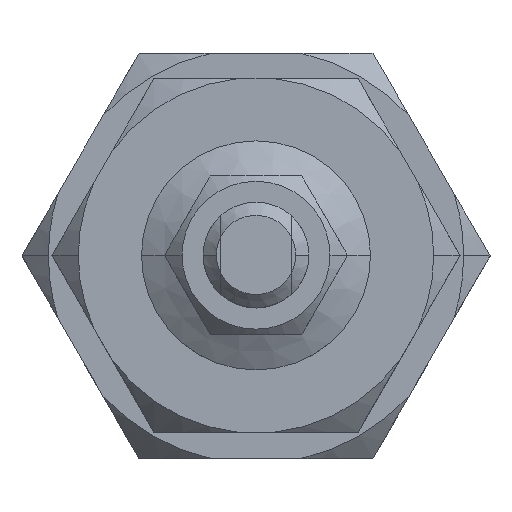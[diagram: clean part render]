
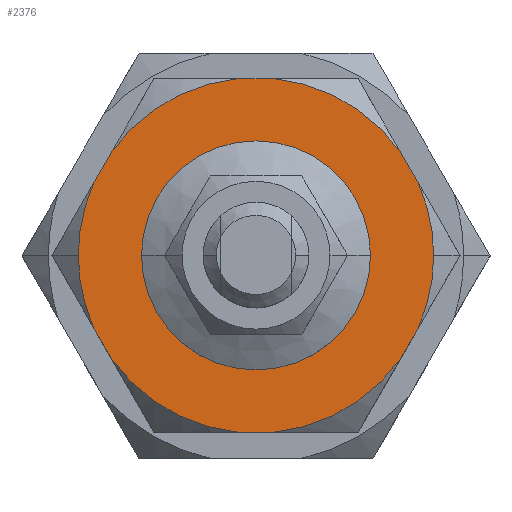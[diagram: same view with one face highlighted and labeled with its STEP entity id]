
A CAD part, top view. The second image highlights one B-rep face of the part: STEP entity #2376.
In plain terms, the highlighted planar face has unit normal (0, 0, 1).
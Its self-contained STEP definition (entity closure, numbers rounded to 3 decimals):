
#1500=CARTESIAN_POINT('',(20.168,0.,115.44));
#1501=VERTEX_POINT('',#1500);
#1510=CARTESIAN_POINT('',(18.398,-8.262,115.44));
#1511=VERTEX_POINT('',#1510);
#1512=CARTESIAN_POINT('',(0.,0.,115.44));
#1513=DIRECTION('',(0.0,0.0,1.0));
#1514=DIRECTION('',(1.0,0.0,0.0));
#1515=AXIS2_PLACEMENT_3D('',#1512,#1513,#1514);
#1516=CIRCLE('',#1515,20.168);
#1517=EDGE_CURVE('',#1511,#1501,#1516,.T.);
#1542=CARTESIAN_POINT('',(-20.168,0.,115.44));
#1543=VERTEX_POINT('',#1542);
#1550=CARTESIAN_POINT('',(-18.398,-8.262,115.44));
#1551=VERTEX_POINT('',#1550);
#1565=CARTESIAN_POINT('',(0.,0.,115.44));
#1566=DIRECTION('',(0.0,0.0,1.0));
#1567=DIRECTION('',(1.0,0.0,0.0));
#1568=AXIS2_PLACEMENT_3D('',#1565,#1566,#1567);
#1569=CIRCLE('',#1568,20.168);
#1570=EDGE_CURVE('',#1543,#1551,#1569,.T.);
#1614=CARTESIAN_POINT('',(-6.5,0.,115.44));
#1615=VERTEX_POINT('',#1614);
#1631=CARTESIAN_POINT('',(6.5,0.,115.44));
#1632=VERTEX_POINT('',#1631);
#1639=CARTESIAN_POINT('',(0.,0.,115.44));
#1640=DIRECTION('',(0.0,0.0,-1.0));
#1641=DIRECTION('',(-1.0,0.0,0.0));
#1642=AXIS2_PLACEMENT_3D('',#1639,#1640,#1641);
#1643=CIRCLE('',#1642,6.5);
#1644=EDGE_CURVE('',#1615,#1632,#1643,.T.);
#1811=CARTESIAN_POINT('',(0.,0.,115.44));
#1812=DIRECTION('',(0.0,0.0,-1.0));
#1813=DIRECTION('',(-1.0,0.0,0.0));
#1814=AXIS2_PLACEMENT_3D('',#1811,#1812,#1813);
#1815=CIRCLE('',#1814,6.5);
#1816=EDGE_CURVE('',#1632,#1615,#1815,.T.);
#1847=CARTESIAN_POINT('',(-18.398,8.262,115.44));
#1848=VERTEX_POINT('',#1847);
#1849=CARTESIAN_POINT('',(0.,0.,115.44));
#1850=DIRECTION('',(0.0,0.0,1.0));
#1851=DIRECTION('',(1.0,0.0,0.0));
#1852=AXIS2_PLACEMENT_3D('',#1849,#1850,#1851);
#1853=CIRCLE('',#1852,20.168);
#1854=EDGE_CURVE('',#1848,#1543,#1853,.T.);
#1877=CARTESIAN_POINT('',(-2.044,-20.064,115.44));
#1878=VERTEX_POINT('',#1877);
#1894=CARTESIAN_POINT('',(-16.354,-11.802,115.44));
#1895=VERTEX_POINT('',#1894);
#1896=CARTESIAN_POINT('',(0.,0.,115.44));
#1897=DIRECTION('',(0.0,0.0,1.0));
#1898=DIRECTION('',(1.0,0.0,0.0));
#1899=AXIS2_PLACEMENT_3D('',#1896,#1897,#1898);
#1900=CIRCLE('',#1899,20.168);
#1901=EDGE_CURVE('',#1895,#1878,#1900,.T.);
#1926=CARTESIAN_POINT('',(-2.044,20.064,115.44));
#1927=VERTEX_POINT('',#1926);
#1941=CARTESIAN_POINT('',(-16.354,11.802,115.44));
#1942=VERTEX_POINT('',#1941);
#1956=CARTESIAN_POINT('',(0.,0.,115.44));
#1957=DIRECTION('',(0.0,0.0,1.0));
#1958=DIRECTION('',(1.0,0.0,0.0));
#1959=AXIS2_PLACEMENT_3D('',#1956,#1957,#1958);
#1960=CIRCLE('',#1959,20.168);
#1961=EDGE_CURVE('',#1927,#1942,#1960,.T.);
#1973=CARTESIAN_POINT('',(16.354,11.802,115.44));
#1974=VERTEX_POINT('',#1973);
#1988=CARTESIAN_POINT('',(2.044,20.064,115.44));
#1989=VERTEX_POINT('',#1988);
#2003=CARTESIAN_POINT('',(0.,0.,115.44));
#2004=DIRECTION('',(0.0,0.0,1.0));
#2005=DIRECTION('',(1.0,0.0,0.0));
#2006=AXIS2_PLACEMENT_3D('',#2003,#2004,#2005);
#2007=CIRCLE('',#2006,20.168);
#2008=EDGE_CURVE('',#1974,#1989,#2007,.T.);
#2018=CARTESIAN_POINT('',(16.354,-11.802,115.44));
#2019=VERTEX_POINT('',#2018);
#2035=CARTESIAN_POINT('',(2.044,-20.064,115.44));
#2036=VERTEX_POINT('',#2035);
#2037=CARTESIAN_POINT('',(0.,0.,115.44));
#2038=DIRECTION('',(0.0,0.0,1.0));
#2039=DIRECTION('',(1.0,0.0,0.0));
#2040=AXIS2_PLACEMENT_3D('',#2037,#2038,#2039);
#2041=CIRCLE('',#2040,20.168);
#2042=EDGE_CURVE('',#2036,#2019,#2041,.T.);
#2066=CARTESIAN_POINT('',(18.398,8.262,115.44));
#2067=VERTEX_POINT('',#2066);
#2081=CARTESIAN_POINT('',(0.,0.,115.44));
#2082=DIRECTION('',(0.0,0.0,1.0));
#2083=DIRECTION('',(1.0,0.0,0.0));
#2084=AXIS2_PLACEMENT_3D('',#2081,#2082,#2083);
#2085=CIRCLE('',#2084,20.168);
#2086=EDGE_CURVE('',#1501,#2067,#2085,.T.);
#2097=CARTESIAN_POINT('',(18.398,-8.262,115.44));
#2098=DIRECTION('',(-0.5,-0.866,0.0));
#2099=VECTOR('',#2098,4.088);
#2100=LINE('',#2097,#2099);
#2101=EDGE_CURVE('',#1511,#2019,#2100,.T.);
#2135=CARTESIAN_POINT('',(2.044,-20.064,115.44));
#2136=DIRECTION('',(-1.0,0.0,0.0));
#2137=VECTOR('',#2136,4.088);
#2138=LINE('',#2135,#2137);
#2139=EDGE_CURVE('',#2036,#1878,#2138,.T.);
#2166=CARTESIAN_POINT('',(-16.354,-11.802,115.44));
#2167=DIRECTION('',(-0.5,0.866,0.0));
#2168=VECTOR('',#2167,4.088);
#2169=LINE('',#2166,#2168);
#2170=EDGE_CURVE('',#1895,#1551,#2169,.T.);
#2276=CARTESIAN_POINT('',(-2.044,20.064,115.44));
#2277=DIRECTION('',(1.0,0.0,0.0));
#2278=VECTOR('',#2277,4.088);
#2279=LINE('',#2276,#2278);
#2280=EDGE_CURVE('',#1927,#1989,#2279,.T.);
#2300=CARTESIAN_POINT('',(16.354,11.802,115.44));
#2301=DIRECTION('',(0.5,-0.866,0.0));
#2302=VECTOR('',#2301,4.088);
#2303=LINE('',#2300,#2302);
#2304=EDGE_CURVE('',#1974,#2067,#2303,.T.);
#2324=CARTESIAN_POINT('',(-18.398,8.262,115.44));
#2325=DIRECTION('',(0.5,0.866,0.0));
#2326=VECTOR('',#2325,4.088);
#2327=LINE('',#2324,#2326);
#2328=EDGE_CURVE('',#1848,#1942,#2327,.T.);
#2351=CARTESIAN_POINT('',(-11.584,20.064,115.44));
#2352=DIRECTION('',(0.0,0.0,-1.0));
#2353=DIRECTION('',(-1.0,0.0,0.0));
#2354=AXIS2_PLACEMENT_3D('',#2351,#2352,#2353);
#2355=PLANE('',#2354);
#2356=ORIENTED_EDGE('',*,*,#1517,.T.);
#2357=ORIENTED_EDGE('',*,*,#2086,.T.);
#2358=ORIENTED_EDGE('',*,*,#2304,.F.);
#2359=ORIENTED_EDGE('',*,*,#2008,.T.);
#2360=ORIENTED_EDGE('',*,*,#2280,.F.);
#2361=ORIENTED_EDGE('',*,*,#1961,.T.);
#2362=ORIENTED_EDGE('',*,*,#2328,.F.);
#2363=ORIENTED_EDGE('',*,*,#1854,.T.);
#2364=ORIENTED_EDGE('',*,*,#1570,.T.);
#2365=ORIENTED_EDGE('',*,*,#2170,.F.);
#2366=ORIENTED_EDGE('',*,*,#1901,.T.);
#2367=ORIENTED_EDGE('',*,*,#2139,.F.);
#2368=ORIENTED_EDGE('',*,*,#2042,.T.);
#2369=ORIENTED_EDGE('',*,*,#2101,.F.);
#2370=EDGE_LOOP('',(#2356,#2357,#2358,#2359,#2360,#2361,#2362,#2363,#2364,#2365,#2366,#2367,#2368,#2369));
#2371=FACE_OUTER_BOUND('',#2370,.T.);
#2372=ORIENTED_EDGE('',*,*,#1644,.T.);
#2373=ORIENTED_EDGE('',*,*,#1816,.T.);
#2374=EDGE_LOOP('',(#2372,#2373));
#2375=FACE_BOUND('',#2374,.T.);
#2376=ADVANCED_FACE('',(#2371,#2375),#2355,.F.);
